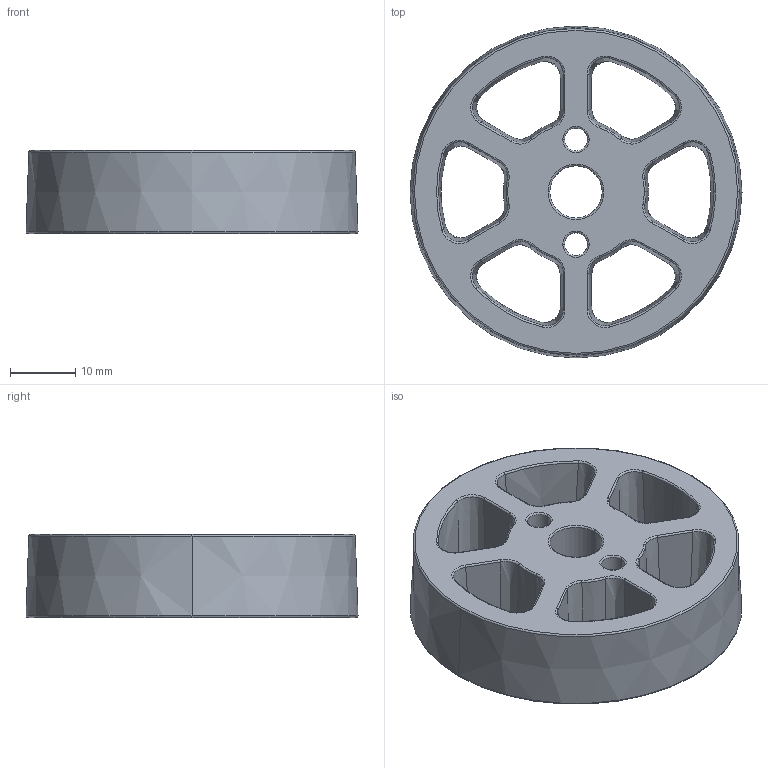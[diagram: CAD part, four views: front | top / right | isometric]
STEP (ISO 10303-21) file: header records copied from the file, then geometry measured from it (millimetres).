
FILE_DESCRIPTION (( 'STEP AP214' ), '1' );
FILE_NAME ('am-3572 2IN Molded 8mm Compliant Wheel.STEP', '2017-08-29T16:11:30', ( '' ), ( '' ), 'SwSTEP 2.0', 'SolidWorks 2017', '' );
FILE_SCHEMA (( 'AUTOMOTIVE_DESIGN' ));
Length unit declared in the file: inch
Products named in the file (1): am-3572 2IN Molded 8mm Compliant Wheel
Bounding box: 50.78 x 50.78 x 12.7 mm (x, y, z)
Volume: 15491.2 mm3; surface area: 8029.1 mm2
Topology: 1 solids, 1 shells, 189 faces, 444 edges, 257 vertices
Faces by surface type: bspline 72, torus 51, cylinder 36, cone 16, plane 14
Entity records: 8898 total; most frequent: CARTESIAN_POINT 4911, ORIENTED_EDGE 888, DIRECTION 772, EDGE_CURVE 444, AXIS2_PLACEMENT_3D 354, VERTEX_POINT 257, CIRCLE 236, EDGE_LOOP 207
